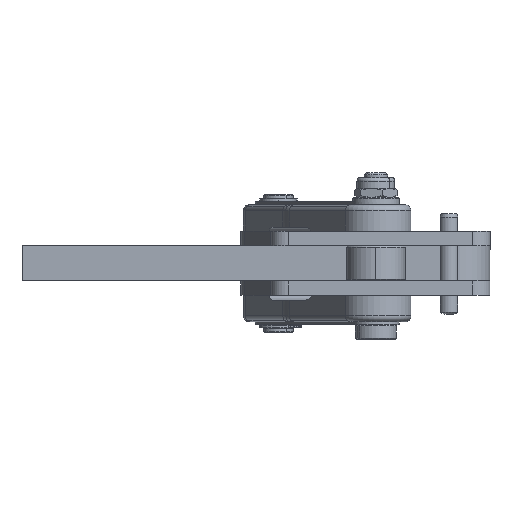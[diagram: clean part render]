
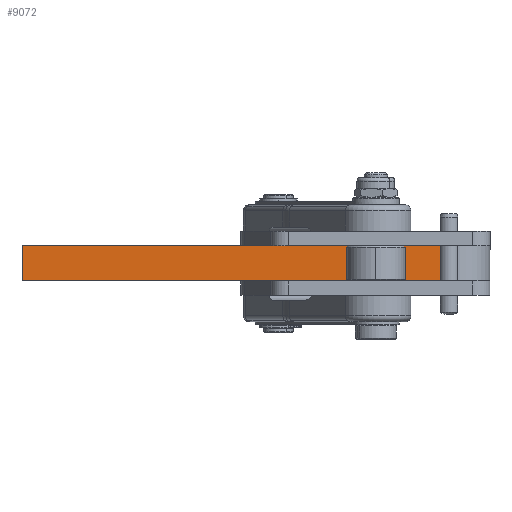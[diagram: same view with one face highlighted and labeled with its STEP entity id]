
A CAD part, front view. The second image highlights one B-rep face of the part: STEP entity #9072.
In plain terms, the highlighted planar face has unit normal (0, -1, 0).
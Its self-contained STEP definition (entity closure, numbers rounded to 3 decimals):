
#110=CARTESIAN_POINT('',(-114.701,67.705,110.143));
#111=VERTEX_POINT('',#110);
#119=CARTESIAN_POINT('',(-114.701,67.705,98.143));
#120=VERTEX_POINT('',#119);
#121=CARTESIAN_POINT('',(-114.701,67.705,98.143));
#122=DIRECTION('',(0.0,0.0,1.0));
#123=VECTOR('',#122,12.);
#124=LINE('',#121,#123);
#125=EDGE_CURVE('',#120,#111,#124,.T.);
#8350=CARTESIAN_POINT('',(-153.13,67.705,110.143));
#8351=VERTEX_POINT('',#8350);
#8352=CARTESIAN_POINT('',(-160.271,67.705,110.143));
#8353=VERTEX_POINT('',#8352);
#8354=CARTESIAN_POINT('',(-153.13,67.705,110.143));
#8355=DIRECTION('',(-1.0,0.0,0.0));
#8356=VECTOR('',#8355,7.141);
#8357=LINE('',#8354,#8356);
#8358=EDGE_CURVE('',#8351,#8353,#8357,.T.);
#8509=CARTESIAN_POINT('',(-262.201,67.705,110.143));
#8510=VERTEX_POINT('',#8509);
#8517=CARTESIAN_POINT('',(-177.201,67.705,110.143));
#8518=VERTEX_POINT('',#8517);
#8519=CARTESIAN_POINT('',(-177.201,67.705,110.143));
#8520=DIRECTION('',(-1.0,0.0,0.0));
#8521=VECTOR('',#8520,85.);
#8522=LINE('',#8519,#8521);
#8523=EDGE_CURVE('',#8518,#8510,#8522,.T.);
#8542=CARTESIAN_POINT('',(-164.46,67.705,110.143));
#8543=VERTEX_POINT('',#8542);
#8551=CARTESIAN_POINT('',(-160.271,67.705,110.143));
#8552=DIRECTION('',(-1.0,0.0,0.0));
#8553=VECTOR('',#8552,4.188);
#8554=LINE('',#8551,#8553);
#8555=EDGE_CURVE('',#8353,#8543,#8554,.T.);
#8568=CARTESIAN_POINT('',(-148.942,67.705,110.143));
#8569=VERTEX_POINT('',#8568);
#8570=CARTESIAN_POINT('',(-148.942,67.705,110.143));
#8571=DIRECTION('',(-1.0,0.0,0.0));
#8572=VECTOR('',#8571,4.188);
#8573=LINE('',#8570,#8572);
#8574=EDGE_CURVE('',#8569,#8351,#8573,.T.);
#8616=CARTESIAN_POINT('',(-153.13,67.705,98.143));
#8617=VERTEX_POINT('',#8616);
#8618=CARTESIAN_POINT('',(-160.271,67.705,98.143));
#8619=VERTEX_POINT('',#8618);
#8620=CARTESIAN_POINT('',(-153.13,67.705,98.143));
#8621=DIRECTION('',(-1.0,0.0,0.0));
#8622=VECTOR('',#8621,7.141);
#8623=LINE('',#8620,#8622);
#8624=EDGE_CURVE('',#8617,#8619,#8623,.T.);
#8827=CARTESIAN_POINT('',(-148.942,67.705,98.143));
#8828=VERTEX_POINT('',#8827);
#8836=CARTESIAN_POINT('',(-148.942,67.705,98.143));
#8837=DIRECTION('',(-1.0,0.0,0.0));
#8838=VECTOR('',#8837,4.188);
#8839=LINE('',#8836,#8838);
#8840=EDGE_CURVE('',#8828,#8617,#8839,.T.);
#8853=CARTESIAN_POINT('',(-164.46,67.705,98.143));
#8854=VERTEX_POINT('',#8853);
#8855=CARTESIAN_POINT('',(-160.271,67.705,98.143));
#8856=DIRECTION('',(-1.0,0.0,0.0));
#8857=VECTOR('',#8856,4.188);
#8858=LINE('',#8855,#8857);
#8859=EDGE_CURVE('',#8619,#8854,#8858,.T.);
#8879=CARTESIAN_POINT('',(-177.201,67.705,98.143));
#8880=VERTEX_POINT('',#8879);
#8887=CARTESIAN_POINT('',(-262.201,67.705,98.143));
#8888=VERTEX_POINT('',#8887);
#8889=CARTESIAN_POINT('',(-177.201,67.705,98.143));
#8890=DIRECTION('',(-1.0,0.0,0.0));
#8891=VECTOR('',#8890,85.);
#8892=LINE('',#8889,#8891);
#8893=EDGE_CURVE('',#8880,#8888,#8892,.T.);
#9026=CARTESIAN_POINT('',(-114.701,67.705,98.143));
#9027=DIRECTION('',(0.0,-1.0,0.0));
#9028=DIRECTION('',(0.0,0.0,-1.0));
#9029=AXIS2_PLACEMENT_3D('',#9026,#9027,#9028);
#9030=PLANE('',#9029);
#9031=CARTESIAN_POINT('',(-148.942,67.705,110.143));
#9032=DIRECTION('',(1.0,0.0,0.0));
#9033=VECTOR('',#9032,34.241);
#9034=LINE('',#9031,#9033);
#9035=EDGE_CURVE('',#8569,#111,#9034,.T.);
#9036=ORIENTED_EDGE('',*,*,#9035,.F.);
#9037=ORIENTED_EDGE('',*,*,#8574,.T.);
#9038=ORIENTED_EDGE('',*,*,#8358,.T.);
#9039=ORIENTED_EDGE('',*,*,#8555,.T.);
#9040=CARTESIAN_POINT('',(-177.201,67.705,110.143));
#9041=DIRECTION('',(1.0,0.0,0.0));
#9042=VECTOR('',#9041,12.741);
#9043=LINE('',#9040,#9042);
#9044=EDGE_CURVE('',#8518,#8543,#9043,.T.);
#9045=ORIENTED_EDGE('',*,*,#9044,.F.);
#9046=ORIENTED_EDGE('',*,*,#8523,.T.);
#9047=CARTESIAN_POINT('',(-262.201,67.705,98.143));
#9048=DIRECTION('',(0.0,0.0,1.0));
#9049=VECTOR('',#9048,12.);
#9050=LINE('',#9047,#9049);
#9051=EDGE_CURVE('',#8888,#8510,#9050,.T.);
#9052=ORIENTED_EDGE('',*,*,#9051,.F.);
#9053=ORIENTED_EDGE('',*,*,#8893,.F.);
#9054=CARTESIAN_POINT('',(-164.46,67.705,98.143));
#9055=DIRECTION('',(-1.0,0.0,0.0));
#9056=VECTOR('',#9055,12.741);
#9057=LINE('',#9054,#9056);
#9058=EDGE_CURVE('',#8854,#8880,#9057,.T.);
#9059=ORIENTED_EDGE('',*,*,#9058,.F.);
#9060=ORIENTED_EDGE('',*,*,#8859,.F.);
#9061=ORIENTED_EDGE('',*,*,#8624,.F.);
#9062=ORIENTED_EDGE('',*,*,#8840,.F.);
#9063=CARTESIAN_POINT('',(-114.701,67.705,98.143));
#9064=DIRECTION('',(-1.0,0.0,0.0));
#9065=VECTOR('',#9064,34.241);
#9066=LINE('',#9063,#9065);
#9067=EDGE_CURVE('',#120,#8828,#9066,.T.);
#9068=ORIENTED_EDGE('',*,*,#9067,.F.);
#9069=ORIENTED_EDGE('',*,*,#125,.T.);
#9070=EDGE_LOOP('',(#9036,#9037,#9038,#9039,#9045,#9046,#9052,#9053,#9059,#9060,#9061,#9062,#9068,#9069));
#9071=FACE_OUTER_BOUND('',#9070,.T.);
#9072=ADVANCED_FACE('',(#9071),#9030,.T.);
